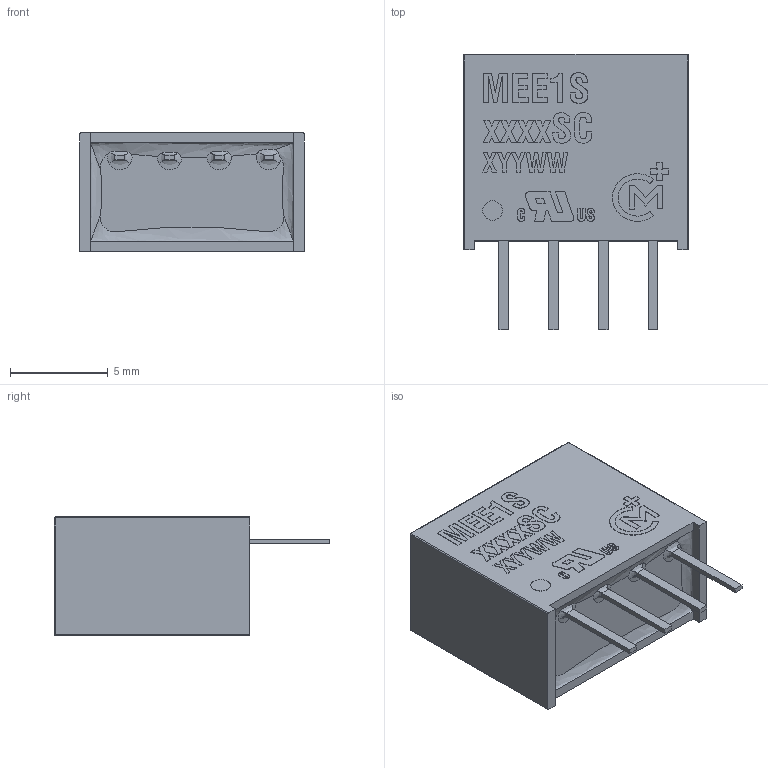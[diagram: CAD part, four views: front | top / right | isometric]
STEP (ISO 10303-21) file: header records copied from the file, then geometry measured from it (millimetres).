
FILE_DESCRIPTION (( 'STEP AP214' ), '1' );
FILE_NAME ('mps_dcdc_mee1s_sc_a.STEP', '2014-10-04T16:24:25', ( '' ), ( '' ), 'SwSTEP 2.0', 'SolidWorks 2014', '' );
FILE_SCHEMA (( 'AUTOMOTIVE_DESIGN' ));
Length unit declared in the file: millimetre
Products named in the file (1): mps_dcdc_mee1s_sc_a
Bounding box: 11.48 x 14.1 x 6.07 mm (x, y, z)
Volume: 289.4 mm3; surface area: 1010.7 mm2
Topology: 30 solids, 30 shells, 575 faces, 1560 edges, 1041 vertices
Faces by surface type: plane 472, bspline 87, cylinder 12, sphere 4
Full cylindrical faces by diameter (mm): 1 x1
Entity records: 28339 total; most frequent: CARTESIAN_POINT 7849, ORIENTED_EDGE 3110, DIRECTION 2348, EDGE_CURVE 1555, VECTOR 1322, LINE 1322, VERTEX_POINT 1041, UNCERTAINTY_MEASURE_WITH_UNIT 607
